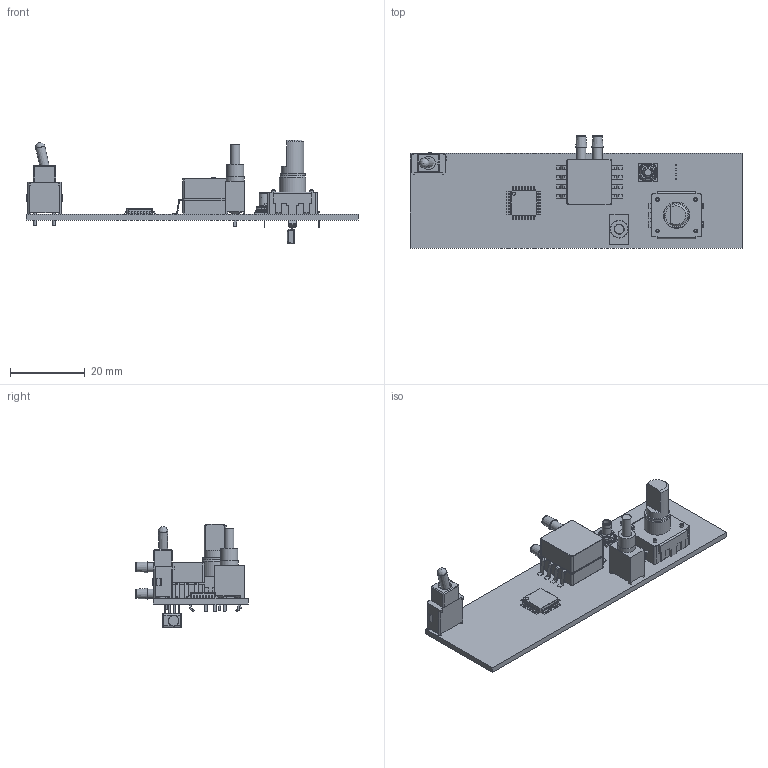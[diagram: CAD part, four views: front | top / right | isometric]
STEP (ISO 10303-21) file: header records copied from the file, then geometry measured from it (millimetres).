
FILE_DESCRIPTION(/* description */ (''),/* implementation_level */ '2;1');
FILE_NAME(/* name */ 'FreeFlowR1PCBA.stp',/* time_stamp */ '2020-03-22T09:28:51-07:00',/* author */ ('paddy'),/* organization */ (''),/* preprocessor_version */ 'ST-DEVELOPER v18',/* originating_system */ 'Autodesk Inventor 2020',/* authorisation */ '');
FILE_SCHEMA (('AUTOMOTIVE_DESIGN { 1 0 10303 214 3 1 1 }'));
Length unit declared in the file: inch
Products named in the file (15): FreeFlowR1PCBA; FreeFlowR1PCB; M-Honeywell-MPRLS0001PG0000SA; M-Freescale-98ASA99255D-Case; LQFP-32-7x7; M-BOURNS-PEC12R-4020F-S0024; M-ESwitch-800AWSP9M2QE; 800AWSP9M2xE; Body1; Body2; M-Honeywell-HIH8120; A11JP; A1-toggle-body; A11P-toggle-terminals; AJ-toggle-toggle
Assembly tree (14 placements, depth 4):
  FreeFlowR1PCBA
    FreeFlowR1PCB
    M-Honeywell-MPRLS0001PG0000SA
    M-Freescale-98ASA99255D-Case
    LQFP-32-7x7
    M-BOURNS-PEC12R-4020F-S0024
    M-ESwitch-800AWSP9M2QE
      800AWSP9M2xE
        Body1
        Body2
    M-Honeywell-HIH8120
    A11JP
      A1-toggle-body
      A11P-toggle-terminals
      AJ-toggle-toggle
Bounding box: 88.9 x 30.15 x 27.8 mm (x, y, z)
Volume: 7376.5 mm3; surface area: 8386.5 mm2
Topology: 11 solids, 11 shells, 1434 faces, 3860 edges, 2493 vertices
Faces by surface type: plane 909, cylinder 382, bspline 69, torus 40, sphere 24, cone 10
Full cylindrical faces by diameter (mm): 0.3 x1, 0.61 x2, 0.829 x1, 1 x4, 1.69 x2, 1.9 x1, 2.2 x1, 2.49 x4, 2.5 x1, 2.54 x1, 2.63 x1, 2.85 x1, 3.556 x1, 4.52 x1, 4.78 x1, 6 x1, 6.7 x1, 7 x1
Entity records: 48532 total; most frequent: CARTESIAN_POINT 11381, ORIENTED_EDGE 7684, DIRECTION 7351, EDGE_CURVE 3842, LINE 2753, VECTOR 2753, VERTEX_POINT 2493, AXIS2_PLACEMENT_3D 2299
